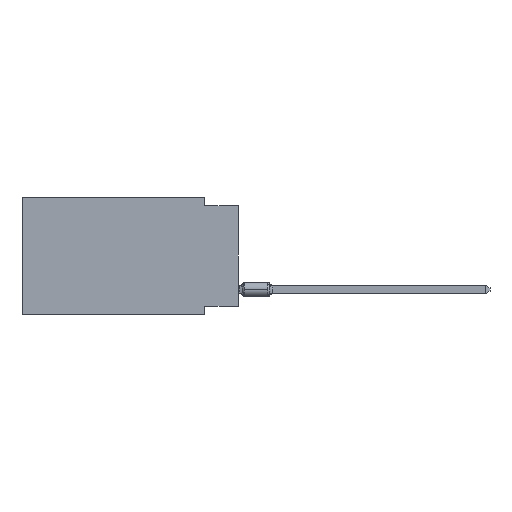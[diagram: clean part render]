
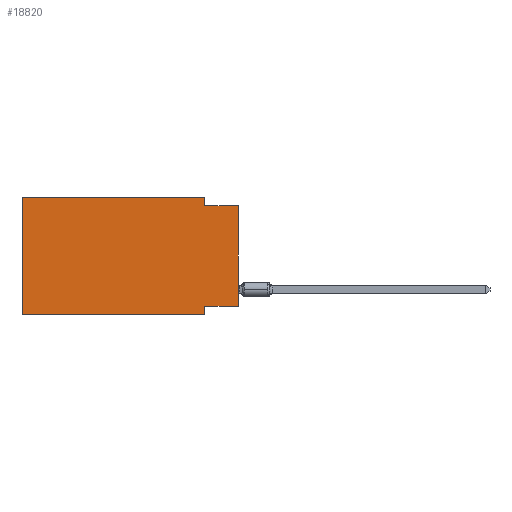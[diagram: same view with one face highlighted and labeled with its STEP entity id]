
A CAD part, left-side view. The second image highlights one B-rep face of the part: STEP entity #18820.
In plain terms, the highlighted planar face has unit normal (-1, 0, 0).
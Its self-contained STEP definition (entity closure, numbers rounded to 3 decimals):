
#253 = VERTEX_POINT ( 'NONE', #14099 ) ;
#320 = DIRECTION ( 'NONE',  ( 0., 1., 0. ) ) ;
#730 = CARTESIAN_POINT ( 'NONE',  ( 0., 2.54, -8.255 ) ) ;
#931 = EDGE_CURVE ( 'NONE', #1287, #7666, #16262, .T. ) ;
#1287 = VERTEX_POINT ( 'NONE', #10559 ) ;
#1700 = EDGE_CURVE ( 'NONE', #12639, #253, #7084, .T. ) ;
#1930 = DIRECTION ( 'NONE',  ( 0., 0., -1. ) ) ;
#1951 = VECTOR ( 'NONE', #10774, 1000. ) ;
#2049 = EDGE_CURVE ( 'NONE', #21408, #25445, #23005, .T. ) ;
#3156 = CARTESIAN_POINT ( 'NONE',  ( 0., 2.54, 0. ) ) ;
#3391 = DIRECTION ( 'NONE',  ( 0., -1., 0. ) ) ;
#3791 = VERTEX_POINT ( 'NONE', #5440 ) ;
#3887 = CARTESIAN_POINT ( 'NONE',  ( 0., 16.383, 0. ) ) ;
#4569 = VECTOR ( 'NONE', #5585, 1000. ) ;
#4610 = CARTESIAN_POINT ( 'NONE',  ( 0., 2.54, -8.89 ) ) ;
#4635 = CARTESIAN_POINT ( 'NONE',  ( 0., 0., 0. ) ) ;
#4765 = CARTESIAN_POINT ( 'NONE',  ( 0., 16.383, 0. ) ) ;
#5073 = DIRECTION ( 'NONE',  ( 0., 0., 1. ) ) ;
#5440 = CARTESIAN_POINT ( 'NONE',  ( 0., 16.383, 0. ) ) ;
#5459 = PLANE ( 'NONE',  #22809 ) ;
#5585 = DIRECTION ( 'NONE',  ( 0., -1., 0. ) ) ;
#6094 = DIRECTION ( 'NONE',  ( 0., 0., 1. ) ) ;
#7084 = LINE ( 'NONE', #3156, #24555 ) ;
#7448 = EDGE_CURVE ( 'NONE', #253, #13580, #8995, .T. ) ;
#7666 = VERTEX_POINT ( 'NONE', #730 ) ;
#7672 = DIRECTION ( 'NONE',  ( 1., 0., 0. ) ) ;
#8995 = LINE ( 'NONE', #15511, #4569 ) ;
#10336 = ORIENTED_EDGE ( 'NONE', *, *, #931, .F. ) ;
#10559 = CARTESIAN_POINT ( 'NONE',  ( 0., 0., -8.255 ) ) ;
#10774 = DIRECTION ( 'NONE',  ( 0., -1., 0. ) ) ;
#10889 = EDGE_LOOP ( 'NONE', ( #24569, #19203, #13177, #11274, #14093, #23767, #21183, #10336 ) ) ;
#11116 = CARTESIAN_POINT ( 'NONE',  ( 0., 2.54, 0. ) ) ;
#11274 = ORIENTED_EDGE ( 'NONE', *, *, #23923, .F. ) ;
#11552 = VECTOR ( 'NONE', #6094, 1000. ) ;
#12078 = CARTESIAN_POINT ( 'NONE',  ( 0., 0., -8.255 ) ) ;
#12512 = CARTESIAN_POINT ( 'NONE',  ( 0., 0., -0.635 ) ) ;
#12639 = VERTEX_POINT ( 'NONE', #11116 ) ;
#13177 = ORIENTED_EDGE ( 'NONE', *, *, #1700, .F. ) ;
#13571 = VECTOR ( 'NONE', #20509, 1000. ) ;
#13580 = VERTEX_POINT ( 'NONE', #12512 ) ;
#14093 = ORIENTED_EDGE ( 'NONE', *, *, #15342, .F. ) ;
#14099 = CARTESIAN_POINT ( 'NONE',  ( 0., 2.54, -0.635 ) ) ;
#14870 = LINE ( 'NONE', #19189, #22685 ) ;
#15337 = VECTOR ( 'NONE', #320, 1000. ) ;
#15342 = EDGE_CURVE ( 'NONE', #21408, #3791, #14870, .T. ) ;
#15511 = CARTESIAN_POINT ( 'NONE',  ( 0., 0., -0.635 ) ) ;
#16262 = LINE ( 'NONE', #12078, #15337 ) ;
#16632 = VECTOR ( 'NONE', #3391, 1000. ) ;
#16715 = CARTESIAN_POINT ( 'NONE',  ( 0., 2.54, -8.89 ) ) ;
#17502 = EDGE_CURVE ( 'NONE', #7666, #25445, #18681, .T. ) ;
#18303 = CARTESIAN_POINT ( 'NONE',  ( 0., 16.383, -8.89 ) ) ;
#18681 = LINE ( 'NONE', #16715, #13571 ) ;
#18820 = ADVANCED_FACE ( 'NONE', ( #23757 ), #5459, .F. ) ;
#19108 = DIRECTION ( 'NONE',  ( 0., 0., -1. ) ) ;
#19189 = CARTESIAN_POINT ( 'NONE',  ( 0., 16.383, 0. ) ) ;
#19203 = ORIENTED_EDGE ( 'NONE', *, *, #7448, .F. ) ;
#20509 = DIRECTION ( 'NONE',  ( 0., 0., -1. ) ) ;
#21183 = ORIENTED_EDGE ( 'NONE', *, *, #17502, .F. ) ;
#21408 = VERTEX_POINT ( 'NONE', #18303 ) ;
#22552 = LINE ( 'NONE', #4635, #11552 ) ;
#22685 = VECTOR ( 'NONE', #5073, 1000. ) ;
#22809 = AXIS2_PLACEMENT_3D ( 'NONE', #3887, #7672, #1930 ) ;
#23005 = LINE ( 'NONE', #25467, #16632 ) ;
#23757 = FACE_OUTER_BOUND ( 'NONE', #10889, .T. ) ;
#23761 = EDGE_CURVE ( 'NONE', #1287, #13580, #22552, .T. ) ;
#23767 = ORIENTED_EDGE ( 'NONE', *, *, #2049, .T. ) ;
#23923 = EDGE_CURVE ( 'NONE', #3791, #12639, #24630, .T. ) ;
#24555 = VECTOR ( 'NONE', #19108, 1000. ) ;
#24569 = ORIENTED_EDGE ( 'NONE', *, *, #23761, .T. ) ;
#24630 = LINE ( 'NONE', #4765, #1951 ) ;
#25445 = VERTEX_POINT ( 'NONE', #4610 ) ;
#25467 = CARTESIAN_POINT ( 'NONE',  ( 0., 16.383, -8.89 ) ) ;
